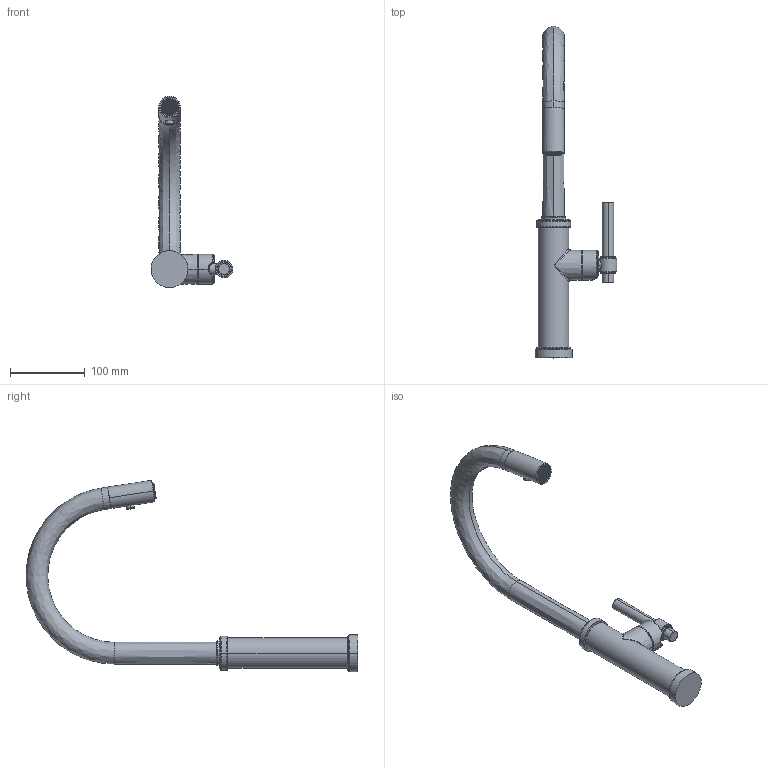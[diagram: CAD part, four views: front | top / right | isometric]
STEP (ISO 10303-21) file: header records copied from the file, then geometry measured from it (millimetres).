
FILE_DESCRIPTION((''),'2;1');
FILE_NAME('3180-5143_','2024-05-29T00:27:01',('nehatek'),(''),'CREO PARAMETRIC BY PTC INC, 2023134','CREO PARAMETRIC BY PTC INC, 2023134','');
FILE_SCHEMA(('CONFIG_CONTROL_DESIGN'));
Length unit declared in the file: inch
Products named in the file (1): 3180-5143_
Bounding box: 109.04 x 442.71 x 255.22 mm (x, y, z)
Volume: 668034.3 mm3; surface area: 88823.1 mm2
Topology: 1 solids, 1 shells, 1116 faces, 2784 edges, 1810 vertices
Faces by surface type: plane 852, cylinder 125, torus 65, cone 38, bspline 32, sphere 4
Entity records: 36601 total; most frequent: CARTESIAN_POINT 9805, ORIENTED_EDGE 5564, DIRECTION 5320, EDGE_CURVE 2782, VECTOR 2216, LINE 2216, VERTEX_POINT 1810, AXIS2_PLACEMENT_3D 1552
